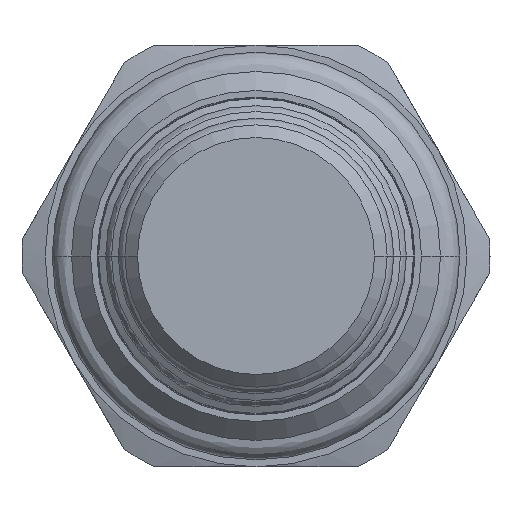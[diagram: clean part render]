
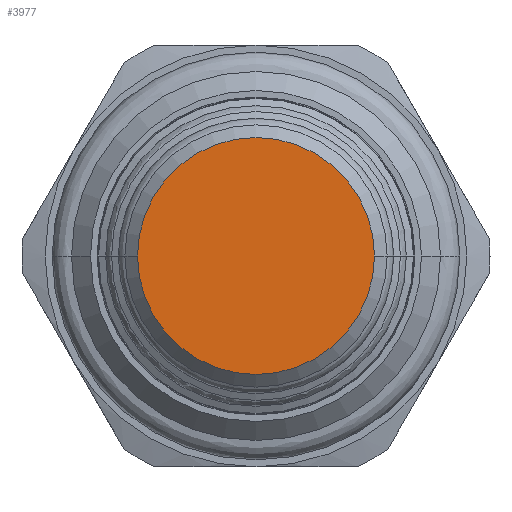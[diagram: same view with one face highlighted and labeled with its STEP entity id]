
A CAD part, front view. The second image highlights one B-rep face of the part: STEP entity #3977.
In plain terms, the highlighted planar face has unit normal (0, -1, 0).
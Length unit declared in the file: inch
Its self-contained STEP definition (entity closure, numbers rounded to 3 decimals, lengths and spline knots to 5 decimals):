
#1605=CARTESIAN_POINT('',(0.,-2.438,0.));
#1606=DIRECTION('',(0.,-1.,0.));
#1607=DIRECTION('',(1.,0.,0.));
#1608=AXIS2_PLACEMENT_3D('',#1605,#1606,#1607);
#1619=CARTESIAN_POINT('',(0.,-2.438,0.));
#1620=DIRECTION('',(0.,1.,0.));
#1621=DIRECTION('',(1.,0.,0.));
#1622=AXIS2_PLACEMENT_3D('',#1619,#1620,#1621);
#1795=CARTESIAN_POINT('',(0.281,-2.438,0.));
#1796=CARTESIAN_POINT('',(-0.281,-2.438,0.));
#1797=VERTEX_POINT('',#1795);
#1798=VERTEX_POINT('',#1796);
#3968=CARTESIAN_POINT('',(0.,-2.438,0.));
#3969=DIRECTION('',(0.,-1.,0.));
#3970=DIRECTION('',(0.,0.,-1.));
#3971=AXIS2_PLACEMENT_3D('',#3968,#3969,#3970);
#3972=PLANE('',#3971);
#3973=ORIENTED_EDGE('',*,*,#3948,.F.);
#3974=ORIENTED_EDGE('',*,*,#3962,.T.);
#3975=EDGE_LOOP('',(#3973,#3974));
#3976=FACE_OUTER_BOUND('',#3975,.F.);
#3977=ADVANCED_FACE('',(#3976),#3972,.T.);
#1609=CIRCLE('',#1608,0.281);
#1623=CIRCLE('',#1622,0.281);
#3948=EDGE_CURVE('',#1797,#1798,#1609,.T.);
#3962=EDGE_CURVE('',#1797,#1798,#1623,.T.);
